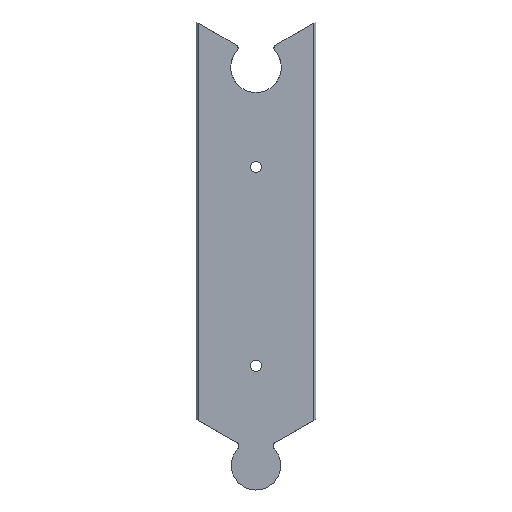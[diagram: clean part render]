
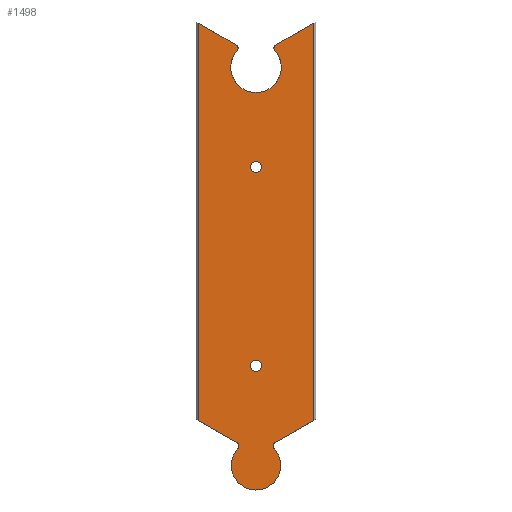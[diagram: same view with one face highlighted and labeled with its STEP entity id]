
A CAD part, front view. The second image highlights one B-rep face of the part: STEP entity #1498.
In plain terms, the highlighted planar face has unit normal (0, -1, 0).
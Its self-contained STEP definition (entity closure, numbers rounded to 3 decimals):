
#376=DIRECTION('',(0.,0.,1.));
#377=VECTOR('',#376,199.954);
#378=CARTESIAN_POINT('',(-29.,0.,-200.646));
#379=LINE('',#378,#377);
#390=DIRECTION('',(0.866,0.,0.5));
#391=VECTOR('',#390,22.205);
#392=CARTESIAN_POINT('',(9.77,0.,-211.749));
#393=LINE('',#392,#391);
#397=CARTESIAN_POINT('',(10.82,0.,-213.568));
#398=DIRECTION('',(0.,1.,0.));
#399=DIRECTION('',(-0.746,0.,-0.666));
#400=AXIS2_PLACEMENT_3D('',#397,#398,#399);
#405=CARTESIAN_POINT('',(0.,0.,-223.22));
#406=DIRECTION('',(0.,-1.,0.));
#407=DIRECTION('',(-0.746,0.,0.666));
#408=AXIS2_PLACEMENT_3D('',#405,#406,#407);
#413=CARTESIAN_POINT('',(-10.82,0.,-213.568));
#414=DIRECTION('',(0.,1.,0.));
#415=DIRECTION('',(0.5,0.,0.866));
#416=AXIS2_PLACEMENT_3D('',#413,#414,#415);
#421=DIRECTION('',(0.866,0.,-0.5));
#422=VECTOR('',#421,22.205);
#423=CARTESIAN_POINT('',(-29.,0.,-200.646));
#424=LINE('',#423,#422);
#428=DIRECTION('',(-0.866,0.,0.5));
#429=VECTOR('',#428,22.032);
#430=CARTESIAN_POINT('',(-9.92,0.,-11.709));
#431=LINE('',#430,#429);
#435=CARTESIAN_POINT('',(-10.82,0.,-13.268));
#436=DIRECTION('',(0.,-1.,0.));
#437=DIRECTION('',(0.746,0.,-0.666));
#438=AXIS2_PLACEMENT_3D('',#435,#436,#437);
#443=CARTESIAN_POINT('',(0.,0.,-22.92));
#444=DIRECTION('',(0.,1.,0.));
#445=DIRECTION('',(0.746,0.,0.666));
#446=AXIS2_PLACEMENT_3D('',#443,#444,#445);
#451=CARTESIAN_POINT('',(10.82,0.,-13.268));
#452=DIRECTION('',(0.,-1.,0.));
#453=DIRECTION('',(-0.5,0.,0.866));
#454=AXIS2_PLACEMENT_3D('',#451,#452,#453);
#459=DIRECTION('',(-0.866,0.,-0.5));
#460=VECTOR('',#459,22.032);
#461=CARTESIAN_POINT('',(29.,0.,-0.693));
#462=LINE('',#461,#460);
#466=CARTESIAN_POINT('',(0.,0.,-73.07));
#467=DIRECTION('',(0.,1.,0.));
#468=DIRECTION('',(0.,0.,-1.));
#469=AXIS2_PLACEMENT_3D('',#466,#467,#468);
#474=CARTESIAN_POINT('',(0.,0.,-73.07));
#475=DIRECTION('',(0.,1.,0.));
#476=DIRECTION('',(0.,0.,1.));
#477=AXIS2_PLACEMENT_3D('',#474,#475,#476);
#482=CARTESIAN_POINT('',(0.,0.,-173.07));
#483=DIRECTION('',(0.,1.,0.));
#484=DIRECTION('',(0.,0.,-1.));
#485=AXIS2_PLACEMENT_3D('',#482,#483,#484);
#490=CARTESIAN_POINT('',(0.,0.,-173.07));
#491=DIRECTION('',(0.,1.,0.));
#492=DIRECTION('',(0.,0.,1.));
#493=AXIS2_PLACEMENT_3D('',#490,#491,#492);
#582=DIRECTION('',(0.,0.,-1.));
#583=VECTOR('',#582,199.954);
#584=CARTESIAN_POINT('',(29.,0.,-0.693));
#585=LINE('',#584,#583);
#1065=CARTESIAN_POINT('',(-29.,0.,-200.646));
#1067=VERTEX_POINT('',#1065);
#1080=CARTESIAN_POINT('',(-9.477,0.,-14.466));
#1082=VERTEX_POINT('',#1080);
#1088=CARTESIAN_POINT('',(29.,0.,-200.646));
#1090=VERTEX_POINT('',#1088);
#1094=CARTESIAN_POINT('',(-9.253,0.,-214.966));
#1096=VERTEX_POINT('',#1094);
#1116=CARTESIAN_POINT('',(-29.,0.,-0.693));
#1117=VERTEX_POINT('',#1116);
#1121=CARTESIAN_POINT('',(29.,0.,-0.693));
#1123=VERTEX_POINT('',#1121);
#1148=CARTESIAN_POINT('',(9.92,0.,-11.709));
#1149=CARTESIAN_POINT('',(9.477,0.,-14.466));
#1150=VERTEX_POINT('',#1148);
#1151=VERTEX_POINT('',#1149);
#1180=CARTESIAN_POINT('',(9.253,0.,-214.966));
#1181=VERTEX_POINT('',#1180);
#1184=CARTESIAN_POINT('',(9.77,0.,-211.749));
#1185=VERTEX_POINT('',#1184);
#1204=CARTESIAN_POINT('',(-9.92,0.,-11.709));
#1205=VERTEX_POINT('',#1204);
#1224=CARTESIAN_POINT('',(-9.77,0.,-211.749));
#1225=VERTEX_POINT('',#1224);
#1236=CARTESIAN_POINT('',(0.,0.,-70.22));
#1238=VERTEX_POINT('',#1236);
#1240=CARTESIAN_POINT('',(0.,0.,-75.92));
#1242=VERTEX_POINT('',#1240);
#1244=CARTESIAN_POINT('',(0.,0.,-170.22));
#1246=VERTEX_POINT('',#1244);
#1248=CARTESIAN_POINT('',(0.,0.,-175.92));
#1250=VERTEX_POINT('',#1248);
#1457=CARTESIAN_POINT('',(30.,0.,-550.));
#1458=DIRECTION('',(0.,-1.,0.));
#1459=DIRECTION('',(0.,0.,-1.));
#1460=AXIS2_PLACEMENT_3D('',#1457,#1458,#1459);
#1461=PLANE('',#1460);
#1463=ORIENTED_EDGE('',*,*,#1462,.F.);
#1465=ORIENTED_EDGE('',*,*,#1464,.F.);
#1467=ORIENTED_EDGE('',*,*,#1466,.F.);
#1469=ORIENTED_EDGE('',*,*,#1468,.F.);
#1470=ORIENTED_EDGE('',*,*,#1443,.F.);
#1471=ORIENTED_EDGE('',*,*,#1433,.T.);
#1473=ORIENTED_EDGE('',*,*,#1472,.F.);
#1475=ORIENTED_EDGE('',*,*,#1474,.F.);
#1477=ORIENTED_EDGE('',*,*,#1476,.F.);
#1479=ORIENTED_EDGE('',*,*,#1478,.F.);
#1481=ORIENTED_EDGE('',*,*,#1480,.F.);
#1483=ORIENTED_EDGE('',*,*,#1482,.T.);
#1484=EDGE_LOOP('',(#1463,#1465,#1467,#1469,#1470,#1471,#1473,#1475,#1477,#1479,
#1481,#1483));
#1485=FACE_OUTER_BOUND('',#1484,.F.);
#1487=ORIENTED_EDGE('',*,*,#1486,.F.);
#1489=ORIENTED_EDGE('',*,*,#1488,.F.);
#1490=EDGE_LOOP('',(#1487,#1489));
#1491=FACE_BOUND('',#1490,.F.);
#1493=ORIENTED_EDGE('',*,*,#1492,.F.);
#1495=ORIENTED_EDGE('',*,*,#1494,.F.);
#1496=EDGE_LOOP('',(#1493,#1495));
#1497=FACE_BOUND('',#1496,.F.);
#1498=ADVANCED_FACE('',(#1485,#1491,#1497),#1461,.T.);
#401=CIRCLE('',#400,2.1);
#409=CIRCLE('',#408,12.4);
#417=CIRCLE('',#416,2.1);
#439=CIRCLE('',#438,1.8);
#447=CIRCLE('',#446,12.7);
#455=CIRCLE('',#454,1.8);
#470=CIRCLE('',#469,2.85);
#478=CIRCLE('',#477,2.85);
#486=CIRCLE('',#485,2.85);
#494=CIRCLE('',#493,2.85);
#1433=EDGE_CURVE('',#1067,#1117,#379,.T.);
#1443=EDGE_CURVE('',#1067,#1225,#424,.T.);
#1462=EDGE_CURVE('',#1185,#1090,#393,.T.);
#1464=EDGE_CURVE('',#1181,#1185,#401,.T.);
#1466=EDGE_CURVE('',#1096,#1181,#409,.T.);
#1468=EDGE_CURVE('',#1225,#1096,#417,.T.);
#1472=EDGE_CURVE('',#1205,#1117,#431,.T.);
#1474=EDGE_CURVE('',#1082,#1205,#439,.T.);
#1476=EDGE_CURVE('',#1151,#1082,#447,.T.);
#1478=EDGE_CURVE('',#1150,#1151,#455,.T.);
#1480=EDGE_CURVE('',#1123,#1150,#462,.T.);
#1482=EDGE_CURVE('',#1123,#1090,#585,.T.);
#1486=EDGE_CURVE('',#1242,#1238,#470,.T.);
#1488=EDGE_CURVE('',#1238,#1242,#478,.T.);
#1492=EDGE_CURVE('',#1250,#1246,#486,.T.);
#1494=EDGE_CURVE('',#1246,#1250,#494,.T.);
